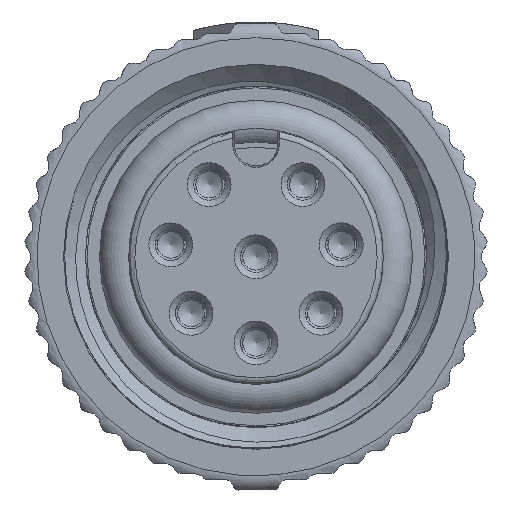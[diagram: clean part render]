
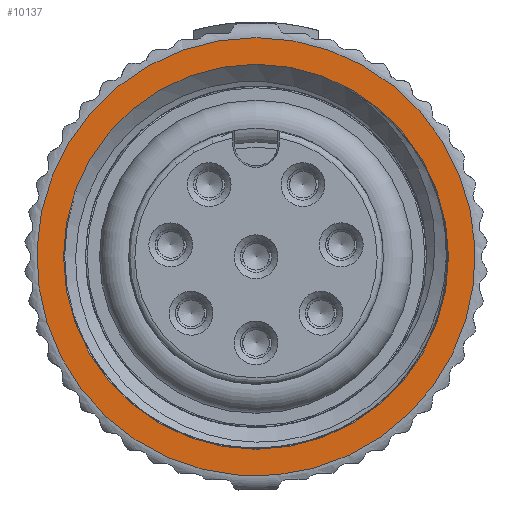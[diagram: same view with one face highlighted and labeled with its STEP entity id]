
A CAD part, left-side view. The second image highlights one B-rep face of the part: STEP entity #10137.
In plain terms, the highlighted face is planar.
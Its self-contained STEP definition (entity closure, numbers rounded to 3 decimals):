
#335=PLANE('',#11314);
#612=CIRCLE('',#11313,6.15);
#613=CIRCLE('',#11315,7.);
#3415=ORIENTED_EDGE('',*,*,#5853,.F.);
#3416=ORIENTED_EDGE('',*,*,#5854,.F.);
#5853=EDGE_CURVE('',#7119,#7119,#612,.T.);
#5854=EDGE_CURVE('',#7120,#7120,#613,.T.);
#7119=VERTEX_POINT('',#20682);
#7120=VERTEX_POINT('',#20685);
#8529=EDGE_LOOP('',(#3415));
#8530=EDGE_LOOP('',(#3416));
#9352=FACE_BOUND('',#8529,.T.);
#9353=FACE_BOUND('',#8530,.T.);
#10137=ADVANCED_FACE('',(#9352,#9353),#335,.T.);
#11313=AXIS2_PLACEMENT_3D('',#20681,#12980,#12981);
#11314=AXIS2_PLACEMENT_3D('',#20683,#12982,#12983);
#11315=AXIS2_PLACEMENT_3D('',#20684,#12984,#12985);
#12980=DIRECTION('',(0.,0.,1.));
#12981=DIRECTION('',(0.,-1.,0.));
#12982=DIRECTION('',(0.,0.,1.));
#12983=DIRECTION('',(0.,1.,0.));
#12984=DIRECTION('',(0.,0.,-1.));
#12985=DIRECTION('',(0.,1.,0.));
#20681=CARTESIAN_POINT('',(0.,0.,-1.7));
#20682=CARTESIAN_POINT('',(0.,-6.15,-1.7));
#20683=CARTESIAN_POINT('',(0.,0.,-1.7));
#20684=CARTESIAN_POINT('',(0.,0.,-1.7));
#20685=CARTESIAN_POINT('',(0.,7.,-1.7));
